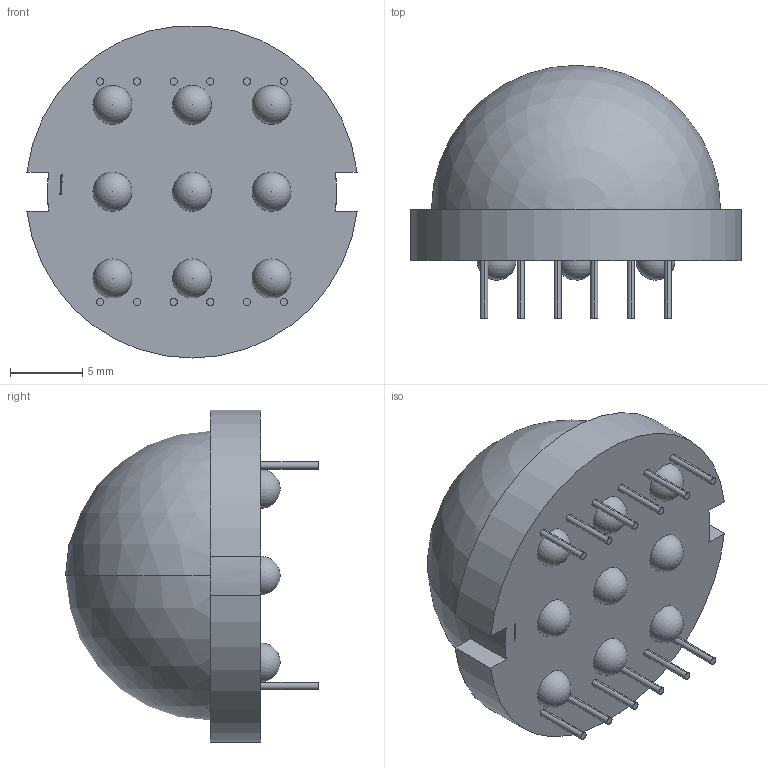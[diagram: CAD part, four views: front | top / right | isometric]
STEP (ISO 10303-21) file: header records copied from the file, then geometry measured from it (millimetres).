
FILE_DESCRIPTION (( 'STEP AP214' ), '1' );
FILE_NAME ('XFxx20D6.STEP', '2015-09-03T22:10:15', ( '' ), ( '' ), 'SwSTEP 2.0', 'SolidWorks 2012', '' );
FILE_SCHEMA (( 'AUTOMOTIVE_DESIGN' ));
Length unit declared in the file: millimetre
Products named in the file (1): XFxx20D6
Bounding box: 22.84 x 17.5 x 22.96 mm (x, y, z)
Volume: 3575.9 mm3; surface area: 1529.9 mm2
Topology: 1 solids, 1 shells, 249 faces, 676 edges, 455 vertices
Faces by surface type: plane 141, bspline 68, cylinder 29, sphere 11
Entity records: 10279 total; most frequent: CARTESIAN_POINT 4510, ORIENTED_EDGE 1290, DIRECTION 955, EDGE_CURVE 645, VERTEX_POINT 435, VECTOR 427, LINE 427, EDGE_LOOP 286
